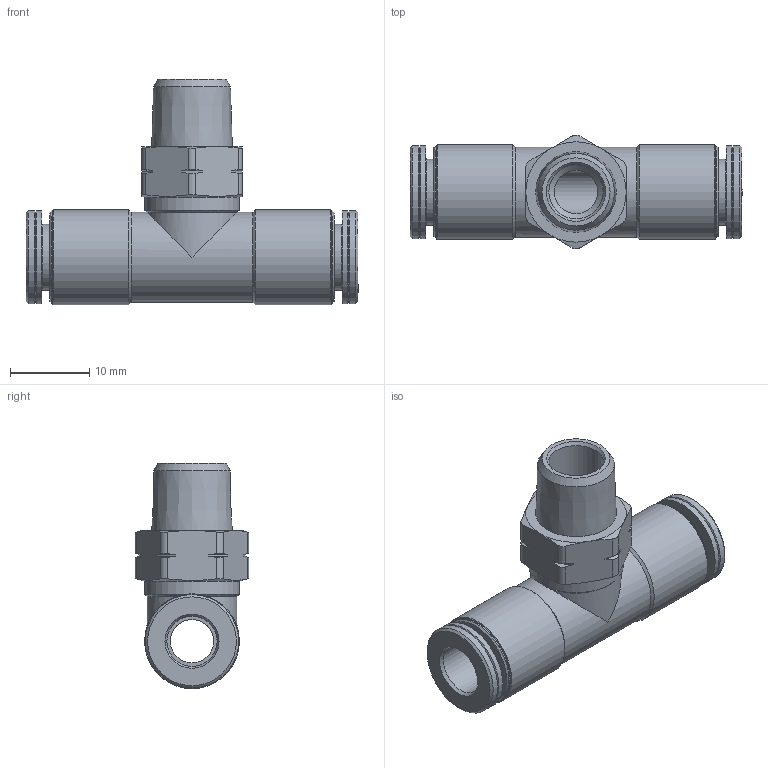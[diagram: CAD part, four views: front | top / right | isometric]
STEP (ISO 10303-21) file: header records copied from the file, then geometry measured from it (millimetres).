
FILE_DESCRIPTION(/* description */ ('STEP AP214'),/* implementation_level */ '2;1');
FILE_NAME(/* name */ '565335_CRQST-1_8-1_4-U',/* time_stamp */ '2024-08-09T14:23:53+02:00',/* author */ ('License CC BY-ND 4.0'),/* organization */ ('CADENAS'),/* preprocessor_version */ 'ST-DEVELOPER v19.3',/* originating_system */ 'PARTsolutions',/* authorisation */ ' ');
FILE_SCHEMA (('AUTOMOTIVE_DESIGN {1 0 10303 214 3 1 1}'));
Length unit declared in the file: millimetre
Products named in the file (1): 565335 CRQST-1/8-1/4-U
Bounding box: 42 x 14.35 x 28.5 mm (x, y, z)
Volume: 4421.8 mm3; surface area: 3760.8 mm2
Topology: 1 solids, 1 shells, 95 faces, 224 edges, 140 vertices
Faces by surface type: cone 38, cylinder 37, plane 18, torus 2
Full cylindrical faces by diameter (mm): 5.5 x2, 6.35 x2, 6.858 x1, 8.35 x2, 11.4 x1, 11.6 x2, 11.8 x4, 12 x3
Entity records: 2572 total; most frequent: CARTESIAN_POINT 616, DIRECTION 378, ORIENTED_EDGE 358, EDGE_CURVE 179, AXIS2_PLACEMENT_3D 171, EDGE_LOOP 148, FACE_BOUND 148, VERTEX_POINT 135
